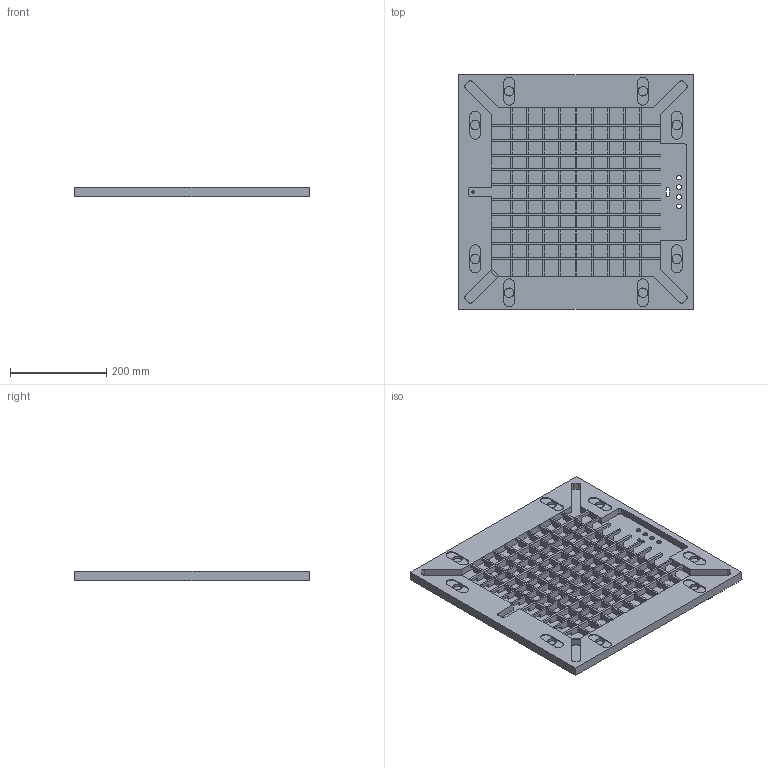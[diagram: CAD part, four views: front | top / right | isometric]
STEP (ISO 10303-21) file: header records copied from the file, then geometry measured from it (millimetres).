
FILE_DESCRIPTION(/* description */ (''),/* implementation_level */ '2;1');
FILE_NAME(/* name */ '001_000002_00_A_Qlocktwo_Assembly_VersionSchale.stp',/* time_stamp */ '2019-02-18T09:02:28+01:00',/* author */ (''),/* organization */ (''),/* preprocessor_version */ 'ST-DEVELOPER v16',/* originating_system */ 'SIEMENS PLM Software NX 11.0',/* authorisation */ '');
FILE_SCHEMA (('AUTOMOTIVE_DESIGN { 1 0 10303 214 3 1 1 1 }'));
Length unit declared in the file: millimetre
Products named in the file (1): Fred08BC50534346
Bounding box: 487.83 x 487.83 x 19 mm (x, y, z)
Volume: 2720834.8 mm3; surface area: 791012.1 mm2
Topology: 21 solids, 21 shells, 1426 faces, 4112 edges, 2745 vertices
Faces by surface type: plane 1362, cylinder 64
Full cylindrical faces by diameter (mm): 5 x1, 10 x4, 20 x8
Entity records: 45925 total; most frequent: CARTESIAN_POINT 8249, ORIENTED_EDGE 8176, DIRECTION 7070, EDGE_CURVE 4088, LINE 3960, VECTOR 3960, VERTEX_POINT 2734, AXIS2_PLACEMENT_3D 1555
